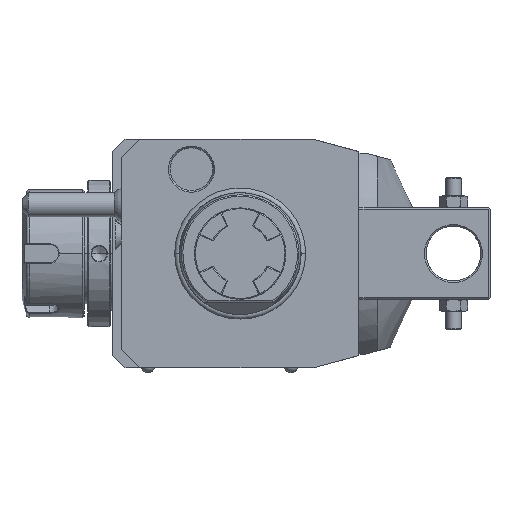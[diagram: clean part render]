
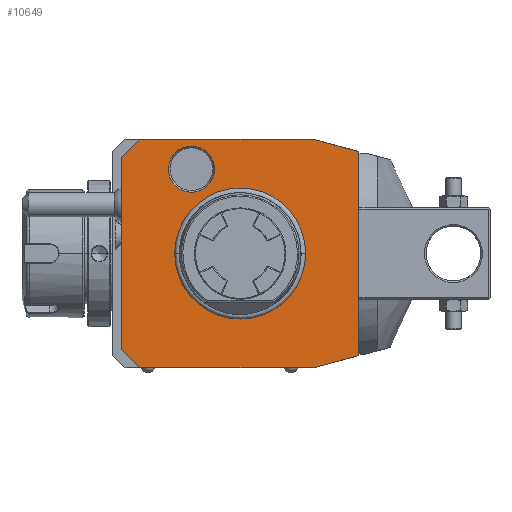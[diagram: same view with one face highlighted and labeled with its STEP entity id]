
A CAD part, front view. The second image highlights one B-rep face of the part: STEP entity #10649.
In plain terms, the highlighted planar face has unit normal (0, -1, 0).
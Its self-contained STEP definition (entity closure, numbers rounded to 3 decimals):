
#1=DIRECTION('',(-0.966,0.,0.259));
#2=VECTOR('',#1,15.529);
#3=CARTESIAN_POINT('',(39.,0.,33.481));
#4=LINE('',#3,#2);
#5=DIRECTION('',(0.,0.,1.));
#6=VECTOR('',#5,66.962);
#7=CARTESIAN_POINT('',(39.,0.,-33.481));
#8=LINE('',#7,#6);
#9=DIRECTION('',(0.966,0.,0.259));
#10=VECTOR('',#9,15.529);
#11=CARTESIAN_POINT('',(24.,0.,-37.5));
#12=LINE('',#11,#10);
#13=DIRECTION('',(1.,0.,0.));
#14=VECTOR('',#13,57.);
#15=CARTESIAN_POINT('',(-33.,0.,-37.5));
#16=LINE('',#15,#14);
#17=DIRECTION('',(0.707,0.,-0.707));
#18=VECTOR('',#17,8.485);
#19=CARTESIAN_POINT('',(-39.,0.,-31.5));
#20=LINE('',#19,#18);
#21=DIRECTION('',(0.,0.,-1.));
#22=VECTOR('',#21,63.);
#23=CARTESIAN_POINT('',(-39.,0.,31.5));
#24=LINE('',#23,#22);
#25=DIRECTION('',(-0.707,0.,-0.707));
#26=VECTOR('',#25,8.485);
#27=CARTESIAN_POINT('',(-33.,0.,37.5));
#28=LINE('',#27,#26);
#29=DIRECTION('',(-1.,0.,0.));
#30=VECTOR('',#29,57.);
#31=CARTESIAN_POINT('',(24.,0.,37.5));
#32=LINE('',#31,#30);
#33=CARTESIAN_POINT('',(-16.,0.,27.713));
#34=DIRECTION('',(0.,1.,0.));
#35=DIRECTION('',(1.,0.,0.));
#36=AXIS2_PLACEMENT_3D('',#33,#34,#35);
#38=CARTESIAN_POINT('',(-16.,0.,27.713));
#39=DIRECTION('',(0.,1.,0.));
#40=DIRECTION('',(-1.,0.,0.));
#41=AXIS2_PLACEMENT_3D('',#38,#39,#40);
#7484=CARTESIAN_POINT('',(0.,0.,0.));
#7485=DIRECTION('',(0.,1.,0.));
#7486=DIRECTION('',(-1.,0.,0.));
#7487=AXIS2_PLACEMENT_3D('',#7484,#7485,#7486);
#7489=CARTESIAN_POINT('',(0.,0.,0.));
#7490=DIRECTION('',(0.,1.,0.));
#7491=DIRECTION('',(1.,0.,0.));
#7492=AXIS2_PLACEMENT_3D('',#7489,#7490,#7491);
#9521=CARTESIAN_POINT('',(-8.423,0.,27.713));
#9522=CARTESIAN_POINT('',(-23.577,0.,27.713));
#9523=VERTEX_POINT('',#9521);
#9524=VERTEX_POINT('',#9522);
#10414=CARTESIAN_POINT('',(39.,0.,33.481));
#10415=CARTESIAN_POINT('',(24.,0.,37.5));
#10416=VERTEX_POINT('',#10414);
#10417=VERTEX_POINT('',#10415);
#10418=CARTESIAN_POINT('',(-33.,0.,37.5));
#10419=VERTEX_POINT('',#10418);
#10420=CARTESIAN_POINT('',(-39.,0.,31.5));
#10421=VERTEX_POINT('',#10420);
#10422=CARTESIAN_POINT('',(-39.,0.,-31.5));
#10423=VERTEX_POINT('',#10422);
#10424=CARTESIAN_POINT('',(-33.,0.,-37.5));
#10425=VERTEX_POINT('',#10424);
#10426=CARTESIAN_POINT('',(24.,0.,-37.5));
#10427=VERTEX_POINT('',#10426);
#10428=CARTESIAN_POINT('',(39.,0.,-33.481));
#10429=VERTEX_POINT('',#10428);
#10506=CARTESIAN_POINT('',(-21.137,0.,0.));
#10507=CARTESIAN_POINT('',(21.137,0.,0.));
#10508=VERTEX_POINT('',#10506);
#10509=VERTEX_POINT('',#10507);
#10614=CARTESIAN_POINT('',(0.,0.,0.));
#10615=DIRECTION('',(0.,-1.,0.));
#10616=DIRECTION('',(-1.,0.,0.));
#10617=AXIS2_PLACEMENT_3D('',#10614,#10615,#10616);
#10618=PLANE('',#10617);
#10620=ORIENTED_EDGE('',*,*,#10619,.F.);
#10622=ORIENTED_EDGE('',*,*,#10621,.F.);
#10624=ORIENTED_EDGE('',*,*,#10623,.F.);
#10626=ORIENTED_EDGE('',*,*,#10625,.F.);
#10628=ORIENTED_EDGE('',*,*,#10627,.F.);
#10630=ORIENTED_EDGE('',*,*,#10629,.F.);
#10632=ORIENTED_EDGE('',*,*,#10631,.F.);
#10634=ORIENTED_EDGE('',*,*,#10633,.F.);
#10635=EDGE_LOOP('',(#10620,#10622,#10624,#10626,#10628,#10630,#10632,#10634));
#10636=FACE_OUTER_BOUND('',#10635,.F.);
#10638=ORIENTED_EDGE('',*,*,#10637,.F.);
#10640=ORIENTED_EDGE('',*,*,#10639,.F.);
#10641=EDGE_LOOP('',(#10638,#10640));
#10642=FACE_BOUND('',#10641,.F.);
#10644=ORIENTED_EDGE('',*,*,#10643,.F.);
#10646=ORIENTED_EDGE('',*,*,#10645,.F.);
#10647=EDGE_LOOP('',(#10644,#10646));
#10648=FACE_BOUND('',#10647,.F.);
#37=CIRCLE('',#36,7.577);
#42=CIRCLE('',#41,7.577);
#7488=CIRCLE('',#7487,21.137);
#7493=CIRCLE('',#7492,21.137);
#10619=EDGE_CURVE('',#10416,#10417,#4,.T.);
#10621=EDGE_CURVE('',#10429,#10416,#8,.T.);
#10623=EDGE_CURVE('',#10427,#10429,#12,.T.);
#10625=EDGE_CURVE('',#10425,#10427,#16,.T.);
#10627=EDGE_CURVE('',#10423,#10425,#20,.T.);
#10629=EDGE_CURVE('',#10421,#10423,#24,.T.);
#10631=EDGE_CURVE('',#10419,#10421,#28,.T.);
#10633=EDGE_CURVE('',#10417,#10419,#32,.T.);
#10637=EDGE_CURVE('',#10508,#10509,#7488,.T.);
#10639=EDGE_CURVE('',#10509,#10508,#7493,.T.);
#10643=EDGE_CURVE('',#9523,#9524,#37,.T.);
#10645=EDGE_CURVE('',#9524,#9523,#42,.T.);
#10649=ADVANCED_FACE('',(#10636,#10642,#10648),#10618,.T.);
